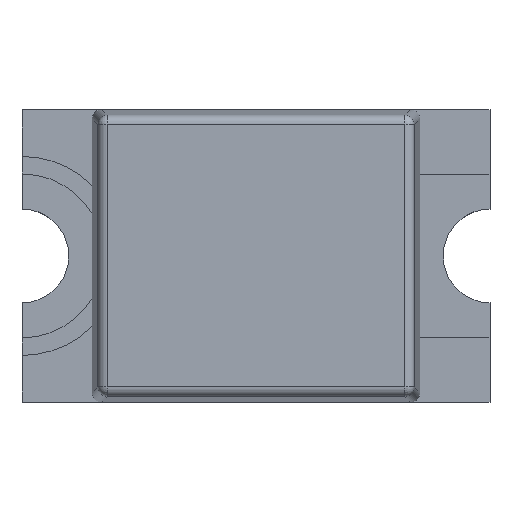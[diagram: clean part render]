
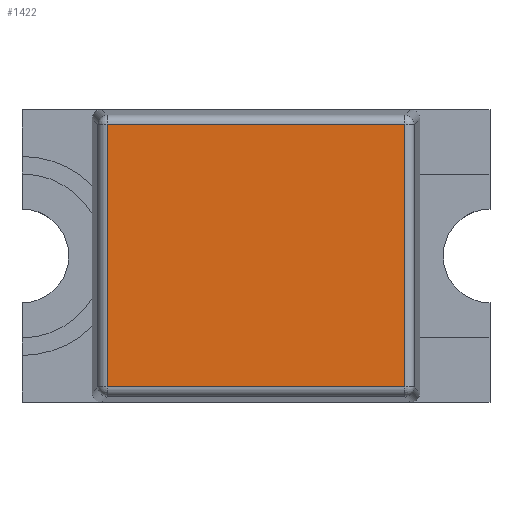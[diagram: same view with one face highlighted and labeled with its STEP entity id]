
A CAD part, top view. The second image highlights one B-rep face of the part: STEP entity #1422.
In plain terms, the highlighted planar face has unit normal (0, 0, 1).
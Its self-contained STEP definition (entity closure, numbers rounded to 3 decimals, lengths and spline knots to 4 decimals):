
#173=FACE_OUTER_BOUND('',#254,.T.);
#254=EDGE_LOOP('',(#1069,#1070,#1071,#1072));
#339=LINE('',#2336,#501);
#342=LINE('',#2340,#504);
#343=LINE('',#2342,#505);
#349=LINE('',#2357,#511);
#501=VECTOR('',#1926,10.);
#504=VECTOR('',#1931,10.);
#505=VECTOR('',#1934,10.);
#511=VECTOR('',#1950,10.);
#655=VERTEX_POINT('',#2305);
#656=VERTEX_POINT('',#2309);
#661=VERTEX_POINT('',#2319);
#663=VERTEX_POINT('',#2324);
#802=EDGE_CURVE('',#656,#663,#339,.T.);
#805=EDGE_CURVE('',#663,#661,#342,.T.);
#806=EDGE_CURVE('',#661,#655,#343,.T.);
#814=EDGE_CURVE('',#655,#656,#349,.T.);
#1069=ORIENTED_EDGE('',*,*,#802,.F.);
#1070=ORIENTED_EDGE('',*,*,#814,.F.);
#1071=ORIENTED_EDGE('',*,*,#806,.F.);
#1072=ORIENTED_EDGE('',*,*,#805,.F.);
#1347=PLANE('',#1747);
#1422=ADVANCED_FACE('',(#173),#1347,.T.);
#1747=AXIS2_PLACEMENT_3D('',#2372,#1968,#1969);
#1926=DIRECTION('',(1.,0.,0.));
#1931=DIRECTION('',(0.,-1.,0.));
#1934=DIRECTION('',(-1.,0.,0.));
#1950=DIRECTION('',(0.,1.,0.));
#1968=DIRECTION('center_axis',(0.,0.,1.));
#1969=DIRECTION('ref_axis',(1.,0.,0.));
#2305=CARTESIAN_POINT('',(-0.6358,-0.5608,0.5));
#2309=CARTESIAN_POINT('',(-0.6358,0.5608,0.5));
#2319=CARTESIAN_POINT('',(0.6358,-0.5608,0.5));
#2324=CARTESIAN_POINT('',(0.6358,0.5608,0.5));
#2336=CARTESIAN_POINT('',(-0.35,0.5608,0.5));
#2340=CARTESIAN_POINT('',(0.6358,-0.3125,0.5));
#2342=CARTESIAN_POINT('',(-0.35,-0.5608,0.5));
#2357=CARTESIAN_POINT('',(-0.6358,-0.3125,0.5));
#2372=CARTESIAN_POINT('Origin',(-0.7,-0.625,0.5));
